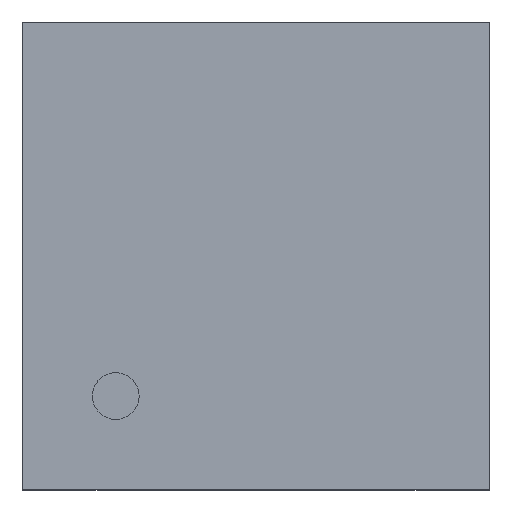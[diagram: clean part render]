
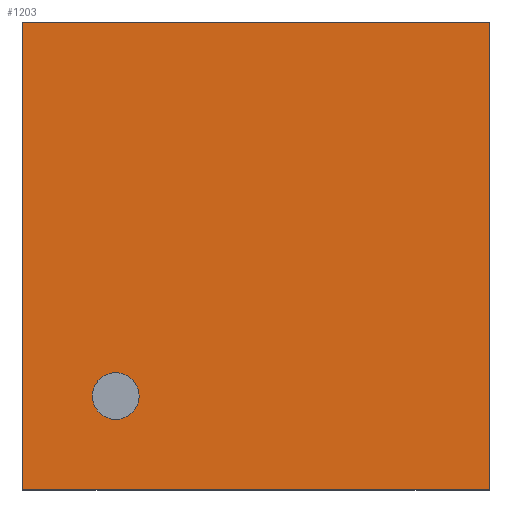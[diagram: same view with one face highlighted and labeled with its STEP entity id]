
A CAD part, top view. The second image highlights one B-rep face of the part: STEP entity #1203.
In plain terms, the highlighted planar face has unit normal (0, 0, 1).
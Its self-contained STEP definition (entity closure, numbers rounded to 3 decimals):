
#14=FACE_BOUND('',#135,.T.);
#16=CIRCLE('',#1287,0.05);
#64=FACE_OUTER_BOUND('',#134,.T.);
#134=EDGE_LOOP('',(#956,#957,#958,#959));
#135=EDGE_LOOP('',(#960));
#231=LINE('',#1773,#394);
#239=LINE('',#1789,#402);
#246=LINE('',#1803,#409);
#255=LINE('',#1820,#418);
#394=VECTOR('',#1455,1000.);
#402=VECTOR('',#1465,1000.);
#409=VECTOR('',#1474,1000.);
#418=VECTOR('',#1485,1000.);
#537=VERTEX_POINT('',#1767);
#538=VERTEX_POINT('',#1771);
#539=VERTEX_POINT('',#1772);
#546=VERTEX_POINT('',#1788);
#552=VERTEX_POINT('',#1802);
#668=EDGE_CURVE('',#537,#537,#16,.T.);
#669=EDGE_CURVE('',#538,#539,#231,.T.);
#677=EDGE_CURVE('',#546,#538,#239,.T.);
#684=EDGE_CURVE('',#552,#546,#246,.T.);
#693=EDGE_CURVE('',#539,#552,#255,.T.);
#956=ORIENTED_EDGE('',*,*,#669,.T.);
#957=ORIENTED_EDGE('',*,*,#693,.T.);
#958=ORIENTED_EDGE('',*,*,#684,.T.);
#959=ORIENTED_EDGE('',*,*,#677,.T.);
#960=ORIENTED_EDGE('',*,*,#668,.F.);
#1134=PLANE('',#1293);
#1203=ADVANCED_FACE('',(#64,#14),#1134,.F.);
#1287=AXIS2_PLACEMENT_3D('',#1769,#1451,#1452);
#1293=AXIS2_PLACEMENT_3D('',#1865,#1512,#1513);
#1451=DIRECTION('center_axis',(0.,0.,1.));
#1452=DIRECTION('ref_axis',(1.,0.,0.));
#1455=DIRECTION('',(0.,1.,0.));
#1465=DIRECTION('',(1.,0.,0.));
#1474=DIRECTION('',(0.,-1.,0.));
#1485=DIRECTION('',(-1.,0.,0.));
#1512=DIRECTION('center_axis',(0.,0.,-1.));
#1513=DIRECTION('ref_axis',(-1.,0.,0.));
#1767=CARTESIAN_POINT('',(-0.35,-0.3,0.58));
#1769=CARTESIAN_POINT('Origin',(-0.3,-0.3,0.58));
#1771=CARTESIAN_POINT('',(0.5,-0.5,0.58));
#1772=CARTESIAN_POINT('',(0.5,0.5,0.58));
#1773=CARTESIAN_POINT('',(0.5,0.5,0.58));
#1788=CARTESIAN_POINT('',(-0.5,-0.5,0.58));
#1789=CARTESIAN_POINT('',(0.5,-0.5,0.58));
#1802=CARTESIAN_POINT('',(-0.5,0.5,0.58));
#1803=CARTESIAN_POINT('',(-0.5,-0.5,0.58));
#1820=CARTESIAN_POINT('',(-0.5,0.5,0.58));
#1865=CARTESIAN_POINT('Origin',(0.,0.,0.58));
